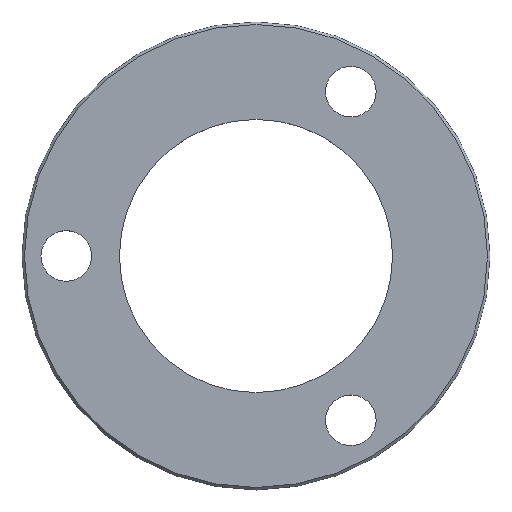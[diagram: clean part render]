
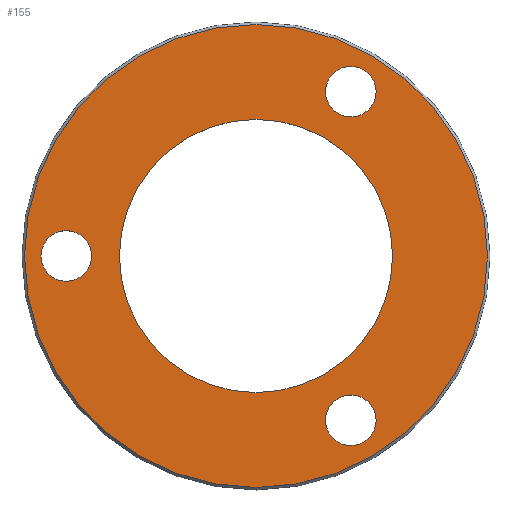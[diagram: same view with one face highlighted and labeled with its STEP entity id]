
A CAD part, top view. The second image highlights one B-rep face of the part: STEP entity #155.
In plain terms, the highlighted planar face has unit normal (0, 0, 1).
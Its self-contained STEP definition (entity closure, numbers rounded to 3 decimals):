
#15=FACE_BOUND('',#42,.T.);
#16=FACE_BOUND('',#43,.T.);
#17=FACE_BOUND('',#44,.T.);
#18=FACE_BOUND('',#45,.T.);
#23=PLANE('',#181);
#32=FACE_OUTER_BOUND('',#41,.T.);
#41=EDGE_LOOP('',(#121));
#42=EDGE_LOOP('',(#122));
#43=EDGE_LOOP('',(#123));
#44=EDGE_LOOP('',(#124));
#45=EDGE_LOOP('',(#125));
#70=CIRCLE('',#177,18.3);
#73=CIRCLE('',#182,2.);
#74=CIRCLE('',#183,10.8);
#75=CIRCLE('',#184,2.);
#76=CIRCLE('',#185,2.);
#82=VERTEX_POINT('',#250);
#85=VERTEX_POINT('',#260);
#86=VERTEX_POINT('',#262);
#87=VERTEX_POINT('',#264);
#88=VERTEX_POINT('',#266);
#94=EDGE_CURVE('',#82,#82,#70,.T.);
#99=EDGE_CURVE('',#85,#85,#73,.T.);
#100=EDGE_CURVE('',#86,#86,#74,.T.);
#101=EDGE_CURVE('',#87,#87,#75,.T.);
#102=EDGE_CURVE('',#88,#88,#76,.T.);
#121=ORIENTED_EDGE('',*,*,#94,.F.);
#122=ORIENTED_EDGE('',*,*,#99,.T.);
#123=ORIENTED_EDGE('',*,*,#100,.T.);
#124=ORIENTED_EDGE('',*,*,#101,.T.);
#125=ORIENTED_EDGE('',*,*,#102,.T.);
#155=ADVANCED_FACE('',(#32,#15,#16,#17,#18),#23,.T.);
#177=AXIS2_PLACEMENT_3D('',#251,#201,#202);
#181=AXIS2_PLACEMENT_3D('',#259,#211,#212);
#182=AXIS2_PLACEMENT_3D('',#261,#213,#214);
#183=AXIS2_PLACEMENT_3D('',#263,#215,#216);
#184=AXIS2_PLACEMENT_3D('',#265,#217,#218);
#185=AXIS2_PLACEMENT_3D('',#267,#219,#220);
#201=DIRECTION('center_axis',(0.,0.,-1.));
#202=DIRECTION('ref_axis',(-1.,0.,0.));
#211=DIRECTION('center_axis',(0.,0.,1.));
#212=DIRECTION('ref_axis',(-1.,0.,0.));
#213=DIRECTION('center_axis',(0.,0.,-1.));
#214=DIRECTION('ref_axis',(-1.,0.,0.));
#215=DIRECTION('center_axis',(0.,0.,-1.));
#216=DIRECTION('ref_axis',(-1.,0.,0.));
#217=DIRECTION('center_axis',(0.,0.,-1.));
#218=DIRECTION('ref_axis',(-1.,0.,0.));
#219=DIRECTION('center_axis',(0.,0.,-1.));
#220=DIRECTION('ref_axis',(-1.,0.,0.));
#250=CARTESIAN_POINT('',(-17.7,0.,3.4));
#251=CARTESIAN_POINT('Origin',(-36.,0.,3.4));
#259=CARTESIAN_POINT('Origin',(-36.,0.,3.4));
#260=CARTESIAN_POINT('',(-26.5,-12.99,3.4));
#261=CARTESIAN_POINT('Origin',(-28.5,-12.99,3.4));
#262=CARTESIAN_POINT('',(-25.2,0.,3.4));
#263=CARTESIAN_POINT('Origin',(-36.,0.,3.4));
#264=CARTESIAN_POINT('',(-49.,0.,3.4));
#265=CARTESIAN_POINT('Origin',(-51.,0.,3.4));
#266=CARTESIAN_POINT('',(-26.5,12.99,3.4));
#267=CARTESIAN_POINT('Origin',(-28.5,12.99,3.4));
